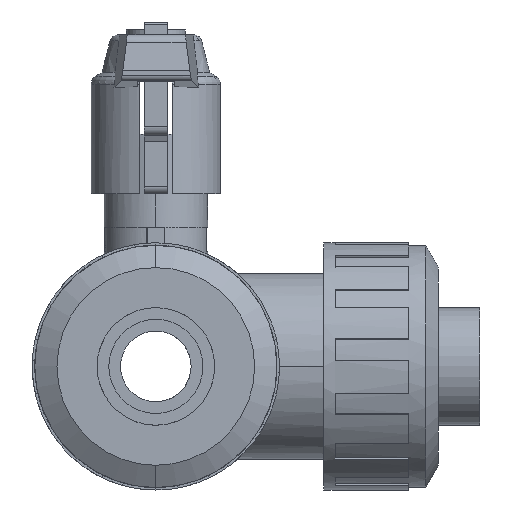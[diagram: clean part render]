
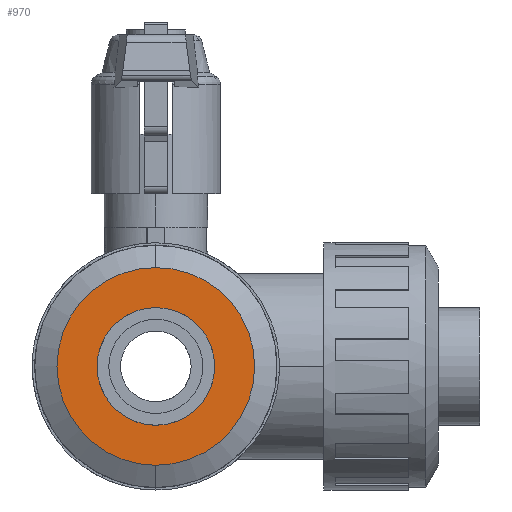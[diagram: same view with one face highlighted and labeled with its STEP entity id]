
A CAD part, left-side view. The second image highlights one B-rep face of the part: STEP entity #970.
In plain terms, the highlighted planar face has unit normal (-1, 0, 0).
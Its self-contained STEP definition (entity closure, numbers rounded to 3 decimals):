
#970=ADVANCED_FACE('',(#2060,#2061),#2062,.T.);
#2060=FACE_BOUND('',#3263,.T.);
#2061=FACE_OUTER_BOUND('',#3264,.T.);
#2062=PLANE('',#3265);
#3263=EDGE_LOOP('',(#6339,#6340));
#3264=EDGE_LOOP('',(#6341,#6342));
#3265=AXIS2_PLACEMENT_3D('',#6343,#6344,#6345);
#6339=ORIENTED_EDGE('',*,*,#8432,.F.);
#6340=ORIENTED_EDGE('',*,*,#7442,.F.);
#6341=ORIENTED_EDGE('',*,*,#7447,.T.);
#6342=ORIENTED_EDGE('',*,*,#8430,.T.);
#6343=CARTESIAN_POINT('',(-60.043,0.0,16.75));
#6344=DIRECTION('',(-1.0,0.0,0.0));
#6345=DIRECTION('',(0.0,-0.0,1.0));
#7442=EDGE_CURVE('',#9039,#9035,#9041,.T.);
#7447=EDGE_CURVE('',#9044,#9048,#9050,.T.);
#8430=EDGE_CURVE('',#9048,#9044,#10513,.T.);
#8432=EDGE_CURVE('',#9035,#9039,#10515,.T.);
#9035=VERTEX_POINT('',#11338);
#9039=VERTEX_POINT('',#11343);
#9041=CIRCLE('',#11346,12.5);
#9044=VERTEX_POINT('',#11349);
#9048=VERTEX_POINT('',#11354);
#9050=CIRCLE('',#11357,21.0);
#10513=CIRCLE('',#13792,21.0);
#10515=CIRCLE('',#13794,12.5);
#11338=CARTESIAN_POINT('',(-60.043,0.0,12.5));
#11343=CARTESIAN_POINT('',(-60.043,0.,-12.5));
#11346=AXIS2_PLACEMENT_3D('',#14548,#14549,#14550);
#11349=CARTESIAN_POINT('',(-60.043,0.0,21.0));
#11354=CARTESIAN_POINT('',(-60.043,0.,-21.0));
#11357=AXIS2_PLACEMENT_3D('',#14556,#14557,#14558);
#13792=AXIS2_PLACEMENT_3D('',#15722,#15723,#15724);
#13794=AXIS2_PLACEMENT_3D('',#15725,#15726,#15727);
#14548=CARTESIAN_POINT('',(-60.043,0.0,0.0));
#14549=DIRECTION('',(-1.0,0.0,0.0));
#14550=DIRECTION('',(0.0,-0.0,1.0));
#14556=CARTESIAN_POINT('',(-60.043,0.0,0.0));
#14557=DIRECTION('',(-1.0,0.0,0.0));
#14558=DIRECTION('',(0.0,-0.0,1.0));
#15722=CARTESIAN_POINT('',(-60.043,0.0,0.0));
#15723=DIRECTION('',(-1.0,0.0,0.0));
#15724=DIRECTION('',(0.0,-0.0,1.0));
#15725=CARTESIAN_POINT('',(-60.043,0.0,0.0));
#15726=DIRECTION('',(-1.0,0.0,0.0));
#15727=DIRECTION('',(0.0,-0.0,1.0));
